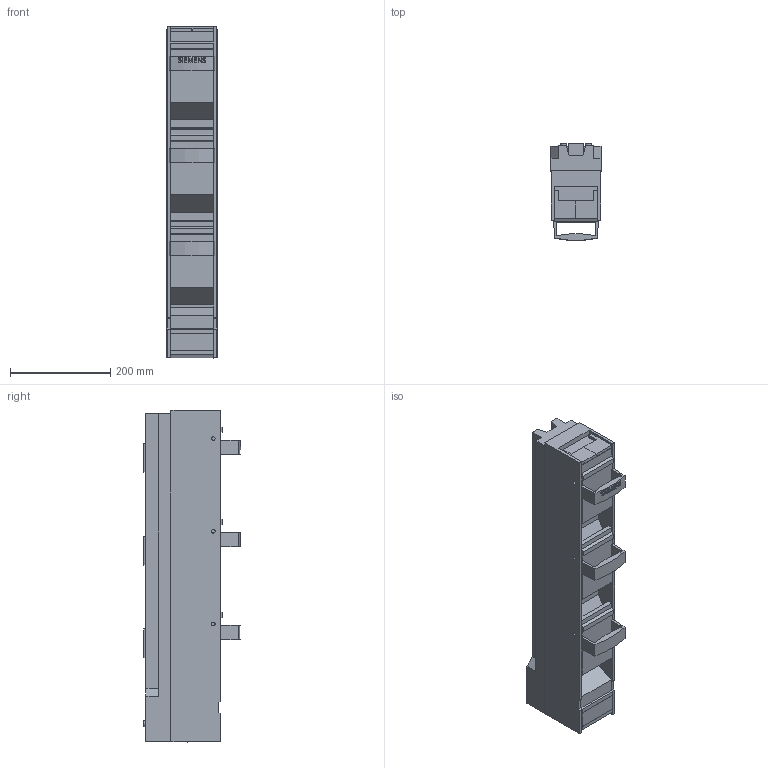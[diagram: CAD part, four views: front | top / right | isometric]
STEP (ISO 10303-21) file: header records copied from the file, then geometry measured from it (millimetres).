
FILE_DESCRIPTION(/* description */ (''),/* implementation_level */ '2;1');
FILE_NAME(/* name */ '3NJ41313BF01_v.stp',/* time_stamp */ '2023-05-26T14:14:47+02:00',/* author */ (''),/* organization */ (''),/* preprocessor_version */ 'ST-DEVELOPER v18.101',/* originating_system */ 'SIEMENS PLM Software NX 2008',/* authorisation */ '');
FILE_SCHEMA (('AUTOMOTIVE_DESIGN { 1 0 10303 214 3 1 1 1 }'));
Length unit declared in the file: millimetre
Products named in the file (1): 3NJ41313BF01_v8_final
Bounding box: 100 x 194.04 x 662.52 mm (x, y, z)
Volume: 7484308.4 mm3; surface area: 780032.3 mm2
Topology: 8 solids, 8 shells, 431 faces, 1254 edges, 843 vertices
Faces by surface type: plane 322, cylinder 79, extrusion 18, cone 12
Full cylindrical faces by diameter (mm): 4.2 x2, 4.5 x2, 5.1 x6, 5.4 x4, 7.204 x6, 10 x3, 12 x8, 14 x1, 20 x2, 31.629 x2
Entity records: 14423 total; most frequent: CARTESIAN_POINT 3234, ORIENTED_EDGE 2330, DIRECTION 2099, EDGE_CURVE 1165, VECTOR 877, LINE 859, VERTEX_POINT 806, AXIS2_PLACEMENT_3D 611
